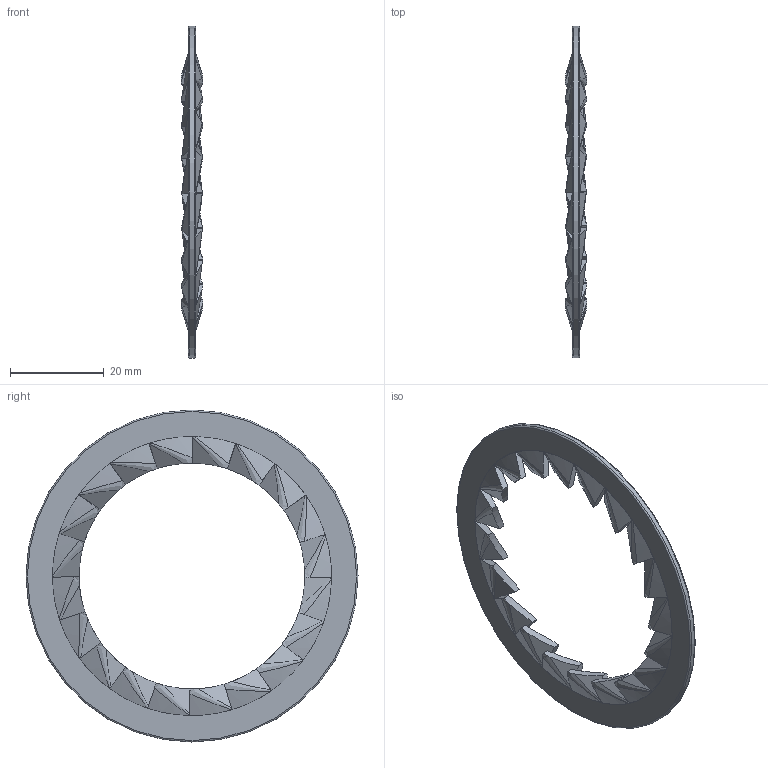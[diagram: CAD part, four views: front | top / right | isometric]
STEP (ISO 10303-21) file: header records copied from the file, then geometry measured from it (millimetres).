
FILE_DESCRIPTION(/* description */ ('Vibrationsdruckring NPT 1 1/2"'),/* implementation_level */ '2;1');
FILE_NAME(/* name */ 'ACSSW150-RST.stp',/* time_stamp */ '2020-10-08T14:51:18+02:00',/* author */ ('sl'),/* organization */ (''),/* preprocessor_version */ 'ST-DEVELOPER v16.5',/* originating_system */ 'Autodesk Inventor 2017',/* authorisation */ '');
FILE_SCHEMA (('AUTOMOTIVE_DESIGN { 1 0 10303 214 3 1 1 }'));
Length unit declared in the file: millimetre
Products named in the file (3): ACSSW150; ACSSW150_1; ACSSW150_2
Assembly tree (21 placements, depth 2):
  ACSSW150
    ACSSW150_1
    ACSSW150_2  x20
Bounding box: 4.57 x 71 x 71 mm (x, y, z)
Volume: 3845.9 mm3; surface area: 5840.8 mm2
Topology: 21 solids, 21 shells, 206 faces, 490 edges, 326 vertices
Faces by surface type: plane 82, cylinder 42, bspline 40, cone 40, torus 2
Full cylindrical faces by diameter (mm): 59.65 x1, 71 x1
Entity records: 787 total; most frequent: CARTESIAN_POINT 240, DIRECTION 116, ORIENTED_EDGE 60, AXIS2_PLACEMENT_3D 54, EDGE_CURVE 30, PRODUCT_DEFINITION_SHAPE 24, EDGE_LOOP 22, VERTEX_POINT 22
